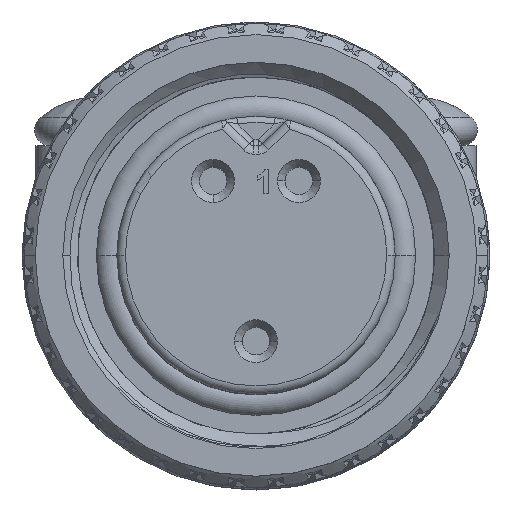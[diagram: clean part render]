
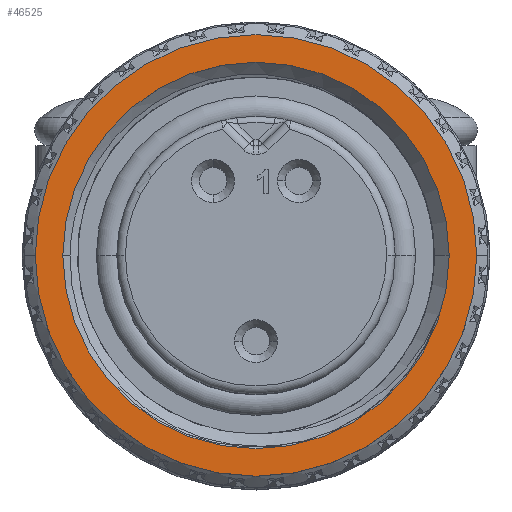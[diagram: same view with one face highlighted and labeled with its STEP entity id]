
A CAD part, top view. The second image highlights one B-rep face of the part: STEP entity #46525.
In plain terms, the highlighted planar face has unit normal (0, 0, 1).
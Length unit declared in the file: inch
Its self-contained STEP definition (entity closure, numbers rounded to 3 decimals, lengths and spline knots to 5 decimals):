
#4603 = ORIENTED_EDGE ( 'NONE', *, *, #78299, .F. ) ;
#4617 = ORIENTED_EDGE ( 'NONE', *, *, #91501, .F. ) ;
#4618 = ORIENTED_EDGE ( 'NONE', *, *, #78475, .T. ) ;
#4741 = ORIENTED_EDGE ( 'NONE', *, *, #91420, .T. ) ;
#7420 = FACE_OUTER_BOUND ( 'NONE', #9471, .T. ) ;
#7422 = FACE_BOUND ( 'NONE', #9426, .T. ) ;
#9426 = EDGE_LOOP ( 'NONE', ( #4618, #4741 ) ) ;
#9471 = EDGE_LOOP ( 'NONE', ( #4617, #4603 ) ) ;
#19282 = AXIS2_PLACEMENT_3D ( 'NONE', #21802, #21804, #21806 ) ;
#21800 = PLANE ( 'NONE',  #19282 ) ;
#21802 = CARTESIAN_POINT ( 'NONE',  ( 0., -0.315, -0.1 ) ) ;
#21804 = DIRECTION ( 'NONE',  ( 0., 0., 1. ) ) ;
#21806 = DIRECTION ( 'NONE',  ( 0., -1., 0. ) ) ;
#34982 = CIRCLE ( 'NONE', #35182, 0.36 ) ;
#35182 = AXIS2_PLACEMENT_3D ( 'NONE', #40373, #40374, #40375 ) ;
#35212 = AXIS2_PLACEMENT_3D ( 'NONE', #41686, #41687, #41688 ) ;
#35214 = CIRCLE ( 'NONE', #35212, 0.315 ) ;
#35382 = VERTEX_POINT ( 'NONE', #43395 ) ;
#35954 = VERTEX_POINT ( 'NONE', #43885 ) ;
#36151 = VERTEX_POINT ( 'NONE', #44014 ) ;
#36591 = VERTEX_POINT ( 'NONE', #55991 ) ;
#40373 = CARTESIAN_POINT ( 'NONE',  ( 0., 0., -0.1 ) ) ;
#40374 = DIRECTION ( 'NONE',  ( 0., 0., -1. ) ) ;
#40375 = DIRECTION ( 'NONE',  ( 0., -1., 0. ) ) ;
#40770 = AXIS2_PLACEMENT_3D ( 'NONE', #77736, #77737, #77738 ) ;
#40779 = CIRCLE ( 'NONE', #40770, 0.36 ) ;
#40836 = AXIS2_PLACEMENT_3D ( 'NONE', #77320, #77321, #77322 ) ;
#40841 = CIRCLE ( 'NONE', #40836, 0.315 ) ;
#41686 = CARTESIAN_POINT ( 'NONE',  ( 0., 0., -0.1 ) ) ;
#41687 = DIRECTION ( 'NONE',  ( 0., 0., -1. ) ) ;
#41688 = DIRECTION ( 'NONE',  ( 0., -1., 0. ) ) ;
#43395 = CARTESIAN_POINT ( 'NONE',  ( 0., -0.36, -0.1 ) ) ;
#43885 = CARTESIAN_POINT ( 'NONE',  ( 0., -0.315, -0.1 ) ) ;
#44014 = CARTESIAN_POINT ( 'NONE',  ( 0., 0.315, -0.1 ) ) ;
#46525 = ADVANCED_FACE ( 'NONE', ( #7420, #7422 ), #21800, .T. ) ;
#55991 = CARTESIAN_POINT ( 'NONE',  ( 0., 0.36, -0.1 ) ) ;
#77320 = CARTESIAN_POINT ( 'NONE',  ( 0., 0., -0.1 ) ) ;
#77321 = DIRECTION ( 'NONE',  ( 0., 0., -1. ) ) ;
#77322 = DIRECTION ( 'NONE',  ( 0., -1., 0. ) ) ;
#77736 = CARTESIAN_POINT ( 'NONE',  ( 0., 0., -0.1 ) ) ;
#77737 = DIRECTION ( 'NONE',  ( 0., 0., -1. ) ) ;
#77738 = DIRECTION ( 'NONE',  ( 0., -1., 0. ) ) ;
#78299 = EDGE_CURVE ( 'NONE', #36591, #35382, #34982, .T. ) ;
#78475 = EDGE_CURVE ( 'NONE', #35954, #36151, #35214, .T. ) ;
#91420 = EDGE_CURVE ( 'NONE', #36151, #35954, #40841, .T. ) ;
#91501 = EDGE_CURVE ( 'NONE', #35382, #36591, #40779, .T. ) ;
